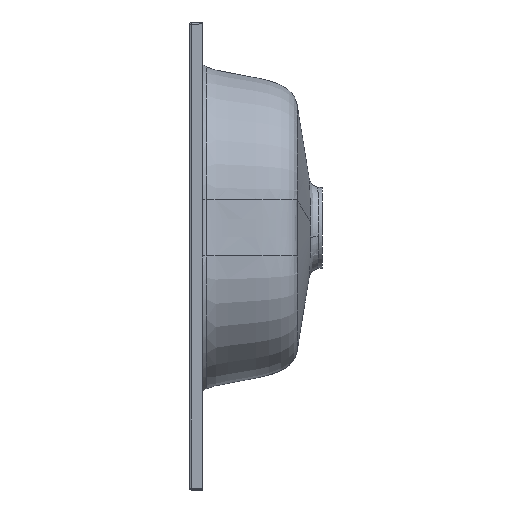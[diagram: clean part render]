
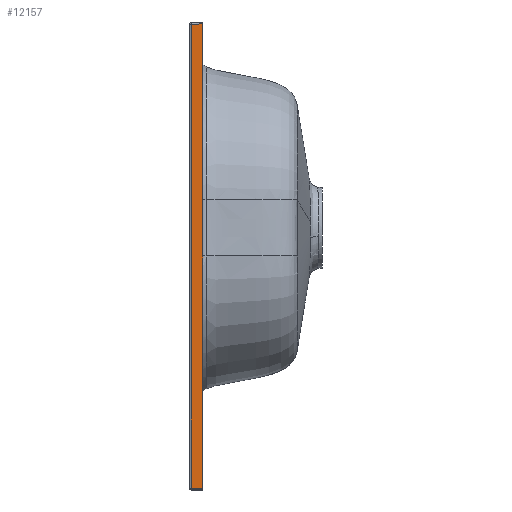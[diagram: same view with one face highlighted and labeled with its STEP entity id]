
A CAD part, left-side view. The second image highlights one B-rep face of the part: STEP entity #12157.
In plain terms, the highlighted planar face has unit normal (-0.999, 0.035, 0).
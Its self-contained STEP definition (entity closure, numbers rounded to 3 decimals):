
#103 = EDGE_CURVE ( 'NONE', #5112, #20656, #5617, .T. ) ;
#3096 = LINE ( 'NONE', #14441, #8232 ) ;
#4819 = CARTESIAN_POINT ( 'NONE',  ( -624.999, -14., -247.755 ) ) ;
#5112 = VERTEX_POINT ( 'NONE', #28745 ) ;
#5617 = LINE ( 'NONE', #7670, #19003 ) ;
#7670 = CARTESIAN_POINT ( 'NONE',  ( -624.512, -0.07, 247.759 ) ) ;
#8076 = CARTESIAN_POINT ( 'NONE',  ( -624.577, -1.93, 247.824 ) ) ;
#8232 = VECTOR ( 'NONE', #25779, 1000. ) ;
#8709 = DIRECTION ( 'NONE',  ( -0.035, -0.999, 0. ) ) ;
#10678 = VERTEX_POINT ( 'NONE', #4819 ) ;
#10836 = DIRECTION ( 'NONE',  ( 0., 0., -1. ) ) ;
#12157 = ADVANCED_FACE ( 'NONE', ( #36395 ), #22284, .T. ) ;
#14441 = CARTESIAN_POINT ( 'NONE',  ( -624.999, -14., 249.755 ) ) ;
#15138 = ORIENTED_EDGE ( 'NONE', *, *, #29520, .T. ) ;
#16414 = DIRECTION ( 'NONE',  ( 0.035, 0.999, -0.035 ) ) ;
#17378 = ORIENTED_EDGE ( 'NONE', *, *, #35644, .T. ) ;
#17686 = ORIENTED_EDGE ( 'NONE', *, *, #20105, .F. ) ;
#19003 = VECTOR ( 'NONE', #16414, 1000. ) ;
#19796 = VERTEX_POINT ( 'NONE', #22986 ) ;
#20105 = EDGE_CURVE ( 'NONE', #5112, #10678, #3096, .T. ) ;
#20656 = VERTEX_POINT ( 'NONE', #8076 ) ;
#22284 = PLANE ( 'NONE',  #28639 ) ;
#22986 = CARTESIAN_POINT ( 'NONE',  ( -624.577, -1.93, -247.755 ) ) ;
#23754 = DIRECTION ( 'NONE',  ( -0.999, 0.035, 0. ) ) ;
#24032 = VECTOR ( 'NONE', #10836, 1000. ) ;
#24601 = CARTESIAN_POINT ( 'NONE',  ( -624.577, -1.93, 249.755 ) ) ;
#24903 = VECTOR ( 'NONE', #34807, 1000. ) ;
#25779 = DIRECTION ( 'NONE',  ( 0., 0., -1. ) ) ;
#27595 = EDGE_LOOP ( 'NONE', ( #17686, #28693, #17378, #15138 ) ) ;
#28639 = AXIS2_PLACEMENT_3D ( 'NONE', #31369, #23754, #8709 ) ;
#28693 = ORIENTED_EDGE ( 'NONE', *, *, #103, .T. ) ;
#28745 = CARTESIAN_POINT ( 'NONE',  ( -624.999, -14., 248.245 ) ) ;
#29520 = EDGE_CURVE ( 'NONE', #19796, #10678, #32382, .T. ) ;
#31369 = CARTESIAN_POINT ( 'NONE',  ( -624.51, 0., 249.755 ) ) ;
#32382 = LINE ( 'NONE', #35166, #24903 ) ;
#32956 = LINE ( 'NONE', #24601, #24032 ) ;
#34807 = DIRECTION ( 'NONE',  ( -0.035, -0.999, 0. ) ) ;
#35166 = CARTESIAN_POINT ( 'NONE',  ( -624.51, 0., -247.755 ) ) ;
#35644 = EDGE_CURVE ( 'NONE', #20656, #19796, #32956, .T. ) ;
#36395 = FACE_OUTER_BOUND ( 'NONE', #27595, .T. ) ;
